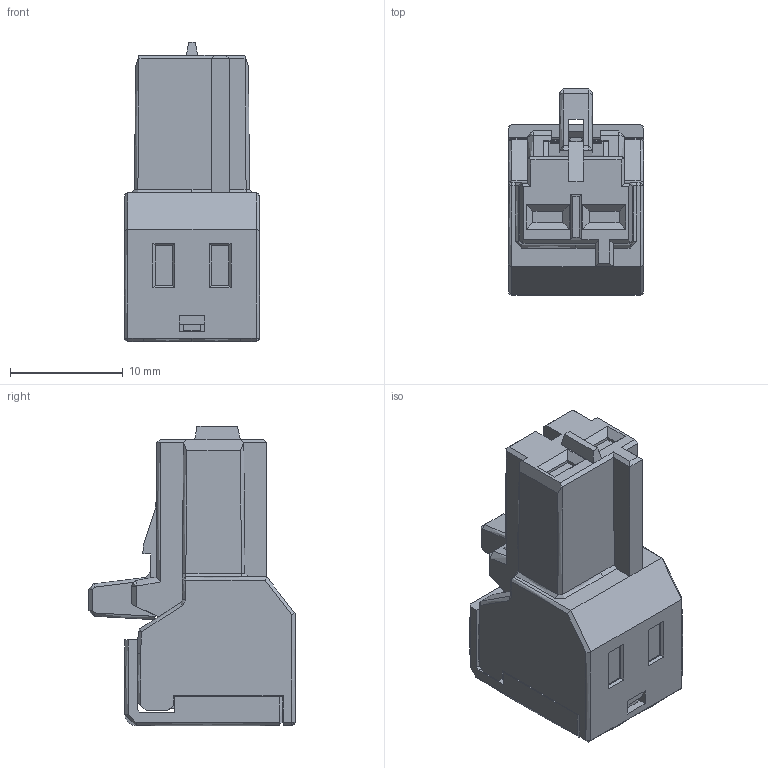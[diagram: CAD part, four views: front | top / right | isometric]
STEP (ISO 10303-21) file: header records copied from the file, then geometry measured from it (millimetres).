
FILE_DESCRIPTION( ('This file contains a STEP AP42 implementation' ,'as created by ZW3D STEP Interface translator.') ,'2;1' );
FILE_NAME( 'WJ9KS-5.0-02P-00A.stp' ,'24 830. 8 3 0', (''), ('ZWCAD Software Co.'), 'Version 1.0', 'ZW3D to STEP translator', '' );
FILE_SCHEMA(('AUTOMOTIVE_DESIGN'));
Length unit declared in the file: millimetre
Products named in the file (1): 0
Bounding box: 12 x 18.28 x 26.55 mm (x, y, z)
Volume: 2852 mm3; surface area: 2194.5 mm2
Topology: 1 solids, 1 shells, 306 faces, 829 edges, 521 vertices
Faces by surface type: bspline 306
Entity records: 11196 total; most frequent: CARTESIAN_POINT 5972, ORIENTED_EDGE 1652, EDGE_CURVE 826, B_SPLINE_CURVE_WITH_KNOTS 732, VERTEX_POINT 521, EDGE_LOOP 319, FACE_OUTER_BOUND 306, ADVANCED_FACE 306
